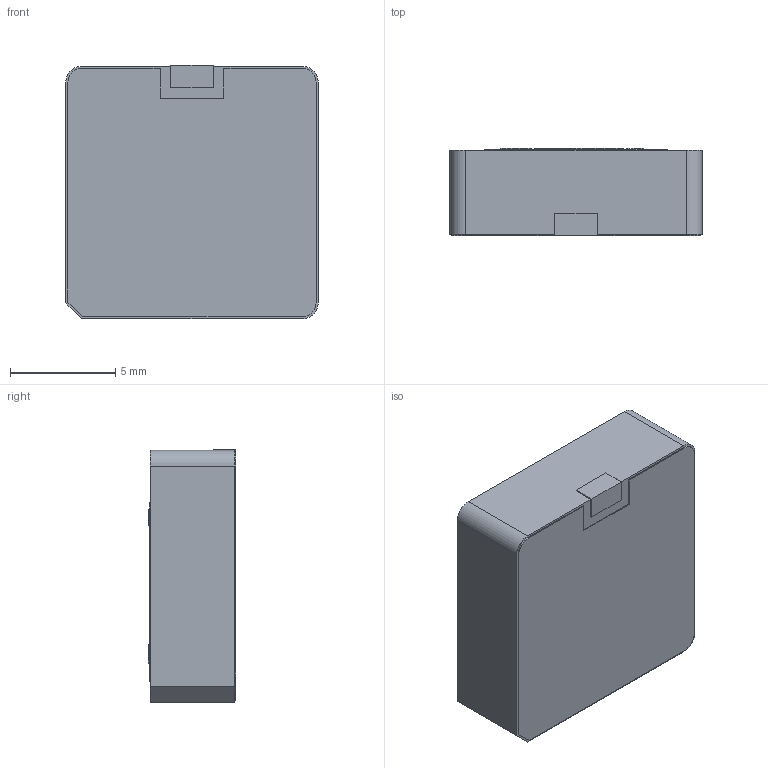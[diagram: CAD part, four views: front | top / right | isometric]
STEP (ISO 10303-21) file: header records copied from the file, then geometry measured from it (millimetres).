
FILE_DESCRIPTION (( 'STEP AP214' ), '1' );
FILE_NAME ('TAOGLAS-SGGP.12.4.A.02 Antenna.STEP', '2024-01-24T22:34:32', ( '' ), ( '' ), 'SwSTEP 2.0', 'SolidWorks 2023', '' );
FILE_SCHEMA (( 'AUTOMOTIVE_DESIGN' ));
Length unit declared in the file: millimetre
Products named in the file (1): TAOGLAS-SGGP.12.4.A.02 Antenna
Bounding box: 12 x 4.15 x 12.05 mm (x, y, z)
Volume: 584 mm3; surface area: 480.4 mm2
Topology: 1 solids, 1 shells, 227 faces, 606 edges, 404 vertices
Faces by surface type: plane 153, bspline 68, cylinder 6
Entity records: 11478 total; most frequent: CARTESIAN_POINT 5786, ORIENTED_EDGE 1212, DIRECTION 802, EDGE_CURVE 606, LINE 458, VECTOR 458, VERTEX_POINT 404, EDGE_LOOP 250
